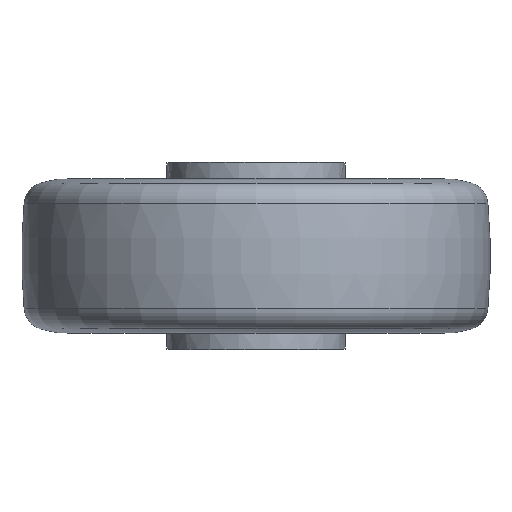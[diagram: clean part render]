
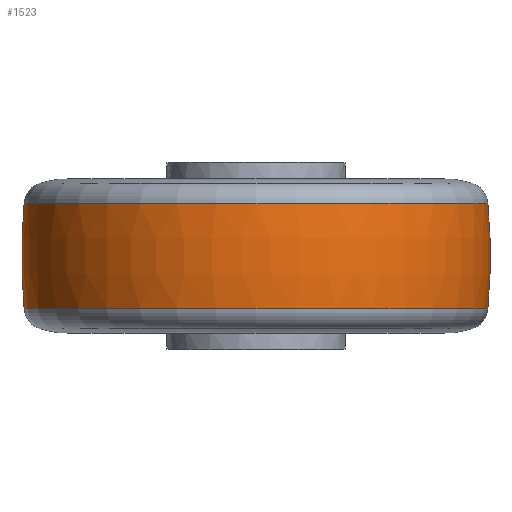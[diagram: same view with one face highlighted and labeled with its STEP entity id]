
A CAD part, front view. The second image highlights one B-rep face of the part: STEP entity #1523.
In plain terms, the highlighted toroidal (fillet/blend) face has major radius 75 mm and minor radius 125 mm.
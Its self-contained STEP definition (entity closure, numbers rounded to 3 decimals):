
#109 = CARTESIAN_POINT ( 'NONE',  ( 0., 0., -11.255 ) ) ;
#130 = DIRECTION ( 'NONE',  ( 1., 0., 0. ) ) ;
#178 = AXIS2_PLACEMENT_3D ( 'NONE', #109, #666, #130 ) ;
#666 = DIRECTION ( 'NONE',  ( 0., 0., 1. ) ) ;
#796 = DIRECTION ( 'NONE',  ( 1., 0., 0. ) ) ;
#969 = VERTEX_POINT ( 'NONE', #6490 ) ;
#1047 = AXIS2_PLACEMENT_3D ( 'NONE', #5497, #6538, #2990 ) ;
#1238 = ORIENTED_EDGE ( 'NONE', *, *, #1744, .F. ) ;
#1523 = ADVANCED_FACE ( 'NONE', ( #3422 ), #3656, .T. ) ;
#1548 = VERTEX_POINT ( 'NONE', #6289 ) ;
#1744 = EDGE_CURVE ( 'NONE', #1548, #3688, #1902, .T. ) ;
#1887 = EDGE_CURVE ( 'NONE', #969, #3443, #3339, .T. ) ;
#1902 = CIRCLE ( 'NONE', #1047, 125. ) ;
#2004 = CARTESIAN_POINT ( 'NONE',  ( -49.492, 0., 11.255 ) ) ;
#2073 = ORIENTED_EDGE ( 'NONE', *, *, #1887, .T. ) ;
#2143 = DIRECTION ( 'NONE',  ( 0., 0., 1. ) ) ;
#2489 = EDGE_LOOP ( 'NONE', ( #1238, #4081, #2073, #4009 ) ) ;
#2802 = DIRECTION ( 'NONE',  ( 0., -1., 0. ) ) ;
#2817 = EDGE_CURVE ( 'NONE', #3688, #3443, #4419, .T. ) ;
#2824 = CARTESIAN_POINT ( 'NONE',  ( -75., 0., 0. ) ) ;
#2990 = DIRECTION ( 'NONE',  ( 1., 0., 0. ) ) ;
#2998 = AXIS2_PLACEMENT_3D ( 'NONE', #3654, #5852, #796 ) ;
#3258 = AXIS2_PLACEMENT_3D ( 'NONE', #4172, #2143, #4578 ) ;
#3315 = DIRECTION ( 'NONE',  ( -1., 0., 0. ) ) ;
#3339 = CIRCLE ( 'NONE', #5316, 125. ) ;
#3422 = FACE_OUTER_BOUND ( 'NONE', #2489, .T. ) ;
#3443 = VERTEX_POINT ( 'NONE', #4197 ) ;
#3654 = CARTESIAN_POINT ( 'NONE',  ( 0., 0., 0. ) ) ;
#3656 = TOROIDAL_SURFACE ( 'NONE', #2998, -75., 125. ) ;
#3688 = VERTEX_POINT ( 'NONE', #2004 ) ;
#3755 = CIRCLE ( 'NONE', #178, 49.492 ) ;
#4009 = ORIENTED_EDGE ( 'NONE', *, *, #2817, .F. ) ;
#4081 = ORIENTED_EDGE ( 'NONE', *, *, #4406, .T. ) ;
#4172 = CARTESIAN_POINT ( 'NONE',  ( 0., 0., 11.255 ) ) ;
#4197 = CARTESIAN_POINT ( 'NONE',  ( 49.492, 0., 11.255 ) ) ;
#4406 = EDGE_CURVE ( 'NONE', #1548, #969, #3755, .T. ) ;
#4419 = CIRCLE ( 'NONE', #3258, 49.492 ) ;
#4578 = DIRECTION ( 'NONE',  ( 1., 0., 0. ) ) ;
#5316 = AXIS2_PLACEMENT_3D ( 'NONE', #2824, #2802, #3315 ) ;
#5497 = CARTESIAN_POINT ( 'NONE',  ( 75., 0., 0. ) ) ;
#5852 = DIRECTION ( 'NONE',  ( 0., 0., 1. ) ) ;
#6289 = CARTESIAN_POINT ( 'NONE',  ( -49.492, 0., -11.255 ) ) ;
#6490 = CARTESIAN_POINT ( 'NONE',  ( 49.492, 0., -11.255 ) ) ;
#6538 = DIRECTION ( 'NONE',  ( 0., 1., 0. ) ) ;
